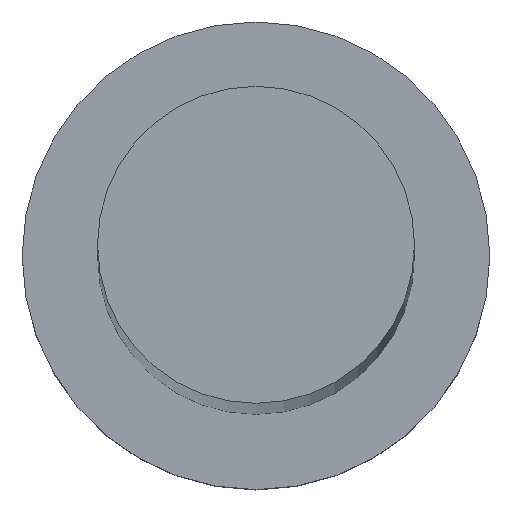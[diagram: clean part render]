
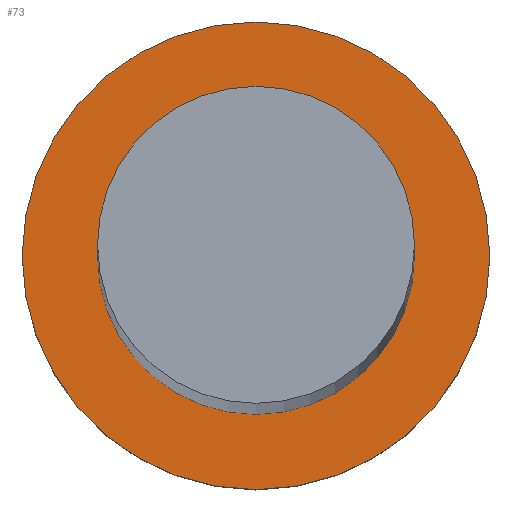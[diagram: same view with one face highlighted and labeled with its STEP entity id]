
A CAD part, top view. The second image highlights one B-rep face of the part: STEP entity #73.
In plain terms, the highlighted planar face has unit normal (0, 0, 1).
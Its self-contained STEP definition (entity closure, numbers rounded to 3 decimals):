
#1 = CIRCLE ( 'NONE', #216, 9. ) ;
#6 = AXIS2_PLACEMENT_3D ( 'NONE', #153, #135, #211 ) ;
#9 = DIRECTION ( 'NONE',  ( 1., 0., 0. ) ) ;
#16 = CARTESIAN_POINT ( 'NONE',  ( 0., 0., 7. ) ) ;
#20 = EDGE_CURVE ( 'NONE', #36, #148, #130, .T. ) ;
#31 = DIRECTION ( 'NONE',  ( 1., 0., 0. ) ) ;
#36 = VERTEX_POINT ( 'NONE', #110 ) ;
#43 = AXIS2_PLACEMENT_3D ( 'NONE', #16, #137, #213 ) ;
#48 = FACE_BOUND ( 'NONE', #167, .T. ) ;
#65 = CARTESIAN_POINT ( 'NONE',  ( 0., 0., 7. ) ) ;
#66 = CARTESIAN_POINT ( 'NONE',  ( 0., 0., 7. ) ) ;
#73 = ADVANCED_FACE ( 'NONE', ( #48, #202 ), #196, .T. ) ;
#81 = CARTESIAN_POINT ( 'NONE',  ( -9., 0., 7. ) ) ;
#83 = CARTESIAN_POINT ( 'NONE',  ( -6.1, 0., 7. ) ) ;
#88 = CARTESIAN_POINT ( 'NONE',  ( 0., 0., 7. ) ) ;
#89 = ORIENTED_EDGE ( 'NONE', *, *, #193, .T. ) ;
#92 = AXIS2_PLACEMENT_3D ( 'NONE', #88, #172, #150 ) ;
#103 = EDGE_LOOP ( 'NONE', ( #89, #253 ) ) ;
#106 = EDGE_CURVE ( 'NONE', #148, #36, #122, .T. ) ;
#107 = CARTESIAN_POINT ( 'NONE',  ( 9., 0., 7. ) ) ;
#110 = CARTESIAN_POINT ( 'NONE',  ( 6.1, 0., 7. ) ) ;
#117 = EDGE_CURVE ( 'NONE', #189, #127, #156, .T. ) ;
#122 = CIRCLE ( 'NONE', #6, 6.1 ) ;
#127 = VERTEX_POINT ( 'NONE', #81 ) ;
#130 = CIRCLE ( 'NONE', #92, 6.1 ) ;
#135 = DIRECTION ( 'NONE',  ( 0., 0., 1. ) ) ;
#137 = DIRECTION ( 'NONE',  ( 0., 0., 1. ) ) ;
#138 = AXIS2_PLACEMENT_3D ( 'NONE', #65, #231, #9 ) ;
#148 = VERTEX_POINT ( 'NONE', #83 ) ;
#150 = DIRECTION ( 'NONE',  ( 1., 0., 0. ) ) ;
#153 = CARTESIAN_POINT ( 'NONE',  ( 0., 0., 7. ) ) ;
#155 = ORIENTED_EDGE ( 'NONE', *, *, #20, .F. ) ;
#156 = CIRCLE ( 'NONE', #43, 9. ) ;
#167 = EDGE_LOOP ( 'NONE', ( #223, #155 ) ) ;
#172 = DIRECTION ( 'NONE',  ( 0., 0., 1. ) ) ;
#189 = VERTEX_POINT ( 'NONE', #107 ) ;
#193 = EDGE_CURVE ( 'NONE', #127, #189, #1, .T. ) ;
#196 = PLANE ( 'NONE',  #138 ) ;
#202 = FACE_OUTER_BOUND ( 'NONE', #103, .T. ) ;
#211 = DIRECTION ( 'NONE',  ( 1., 0., 0. ) ) ;
#213 = DIRECTION ( 'NONE',  ( 1., 0., 0. ) ) ;
#216 = AXIS2_PLACEMENT_3D ( 'NONE', #66, #224, #31 ) ;
#223 = ORIENTED_EDGE ( 'NONE', *, *, #106, .F. ) ;
#224 = DIRECTION ( 'NONE',  ( 0., 0., 1. ) ) ;
#231 = DIRECTION ( 'NONE',  ( 0., 0., 1. ) ) ;
#253 = ORIENTED_EDGE ( 'NONE', *, *, #117, .T. ) ;
